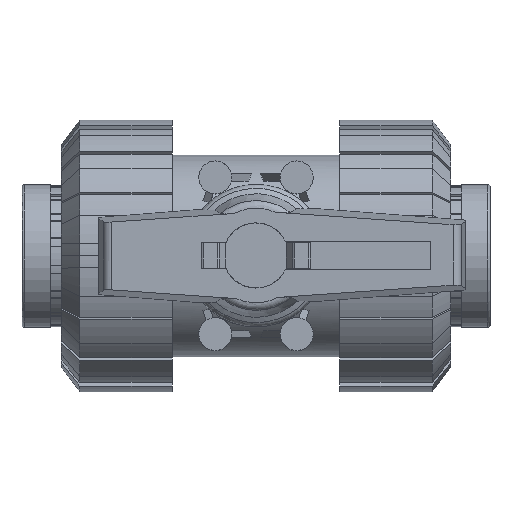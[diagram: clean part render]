
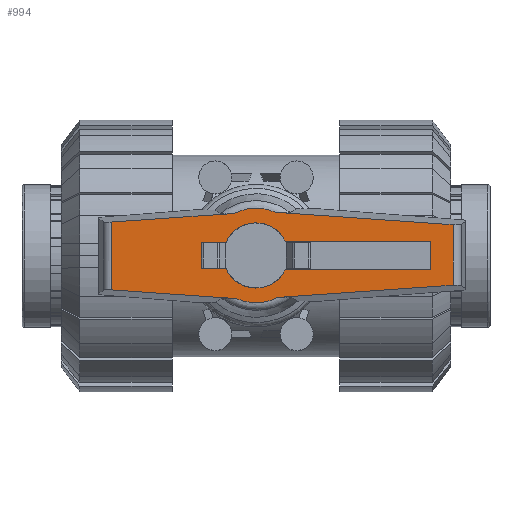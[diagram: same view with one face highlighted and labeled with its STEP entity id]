
A CAD part, top view. The second image highlights one B-rep face of the part: STEP entity #994.
In plain terms, the highlighted planar face has unit normal (0, 0, 1).
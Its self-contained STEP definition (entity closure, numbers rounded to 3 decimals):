
#994=ADVANCED_FACE('',(#2380,#2381),#2382,.T.);
#2380=FACE_BOUND('',#4236,.T.);
#2381=FACE_OUTER_BOUND('',#4237,.T.);
#2382=PLANE('',#4238);
#4236=EDGE_LOOP('',(#6820,#6821,#6822,#6823,#6824,#6825,#6826,#6827));
#4237=EDGE_LOOP('',(#6828,#6829,#6830,#6831,#6832,#6833,#6834,#6835));
#4238=AXIS2_PLACEMENT_3D('',#6836,#6837,#6838);
#6820=ORIENTED_EDGE('',*,*,#11711,.T.);
#6821=ORIENTED_EDGE('',*,*,#11782,.T.);
#6822=ORIENTED_EDGE('',*,*,#11889,.T.);
#6823=ORIENTED_EDGE('',*,*,#11897,.T.);
#6824=ORIENTED_EDGE('',*,*,#11693,.T.);
#6825=ORIENTED_EDGE('',*,*,#11633,.T.);
#6826=ORIENTED_EDGE('',*,*,#11624,.T.);
#6827=ORIENTED_EDGE('',*,*,#11702,.T.);
#6828=ORIENTED_EDGE('',*,*,#11845,.T.);
#6829=ORIENTED_EDGE('',*,*,#12010,.T.);
#6830=ORIENTED_EDGE('',*,*,#11937,.T.);
#6831=ORIENTED_EDGE('',*,*,#11955,.F.);
#6832=ORIENTED_EDGE('',*,*,#11878,.T.);
#6833=ORIENTED_EDGE('',*,*,#11981,.T.);
#6834=ORIENTED_EDGE('',*,*,#11924,.T.);
#6835=ORIENTED_EDGE('',*,*,#11953,.T.);
#6836=CARTESIAN_POINT('',(5.807,0.0,117.0));
#6837=DIRECTION('',(0.0,0.0,1.0));
#6838=DIRECTION('',(1.0,0.0,0.0));
#11624=EDGE_CURVE('',#13980,#13981,#13982,.T.);
#11633=EDGE_CURVE('',#13995,#13980,#13996,.T.);
#11693=EDGE_CURVE('',#14092,#13995,#14093,.T.);
#11702=EDGE_CURVE('',#13981,#14106,#14107,.T.);
#11711=EDGE_CURVE('',#14106,#14117,#14118,.T.);
#11782=EDGE_CURVE('',#14117,#14209,#14211,.T.);
#11845=EDGE_CURVE('',#14317,#14315,#14318,.T.);
#11878=EDGE_CURVE('',#14374,#14372,#14375,.T.);
#11889=EDGE_CURVE('',#14209,#14392,#14393,.T.);
#11897=EDGE_CURVE('',#14392,#14092,#14402,.T.);
#11924=EDGE_CURVE('',#14439,#14437,#14440,.T.);
#11937=EDGE_CURVE('',#14461,#14459,#14462,.T.);
#11953=EDGE_CURVE('',#14437,#14317,#14481,.T.);
#11955=EDGE_CURVE('',#14374,#14459,#14483,.T.);
#11981=EDGE_CURVE('',#14372,#14439,#14515,.T.);
#12010=EDGE_CURVE('',#14315,#14461,#14544,.T.);
#13980=VERTEX_POINT('',#17461);
#13981=VERTEX_POINT('',#17462);
#13982=LINE('',#17463,#17464);
#13995=VERTEX_POINT('',#17483);
#13996=LINE('',#17484,#17485);
#14092=VERTEX_POINT('',#17614);
#14093=CIRCLE('',#17615,8.0);
#14106=VERTEX_POINT('',#17630);
#14107=LINE('',#17631,#17632);
#14117=VERTEX_POINT('',#17647);
#14118=CIRCLE('',#17648,8.0);
#14209=VERTEX_POINT('',#17772);
#14211=LINE('',#17775,#17776);
#14315=VERTEX_POINT('',#18078);
#14317=VERTEX_POINT('',#18109);
#14318=LINE('',#18110,#18111);
#14372=VERTEX_POINT('',#18284);
#14374=VERTEX_POINT('',#18315);
#14375=LINE('',#18316,#18317);
#14392=VERTEX_POINT('',#18339);
#14393=LINE('',#18340,#18341);
#14402=LINE('',#18353,#18354);
#14437=VERTEX_POINT('',#18399);
#14439=VERTEX_POINT('',#18401);
#14440=LINE('',#18402,#18403);
#14459=VERTEX_POINT('',#18488);
#14461=VERTEX_POINT('',#18490);
#14462=LINE('',#18491,#18492);
#14481=LINE('',#18579,#18580);
#14483=LINE('',#18582,#18583);
#14515=CIRCLE('',#18685,11.613);
#14544=CIRCLE('',#18714,11.613);
#17461=CARTESIAN_POINT('',(42.917,3.5,117.0));
#17462=CARTESIAN_POINT('',(42.917,-3.5,117.0));
#17463=CARTESIAN_POINT('',(42.917,0.0,117.0));
#17464=VECTOR('',#23843,1.0);
#17483=CARTESIAN_POINT('',(7.194,3.5,117.0));
#17484=CARTESIAN_POINT('',(13.632,3.5,117.0));
#17485=VECTOR('',#23850,1.0);
#17614=CARTESIAN_POINT('',(-7.354,3.15,117.0));
#17615=AXIS2_PLACEMENT_3D('',#23938,#23939,#23940);
#17630=CARTESIAN_POINT('',(7.194,-3.5,117.0));
#17631=CARTESIAN_POINT('',(13.632,-3.5,117.0));
#17632=VECTOR('',#23955,1.0);
#17647=CARTESIAN_POINT('',(-7.354,-3.15,117.0));
#17648=AXIS2_PLACEMENT_3D('',#23961,#23962,#23963);
#17772=CARTESIAN_POINT('',(-13.417,-3.15,117.0));
#17775=CARTESIAN_POINT('',(-2.269,-3.15,117.0));
#17776=VECTOR('',#24031,1.0);
#18078=CARTESIAN_POINT('',(-4.722,-10.61,117.0));
#18109=CARTESIAN_POINT('',(-35.537,-8.455,117.0));
#18110=CARTESIAN_POINT('',(-3.994,-10.661,117.0));
#18111=VECTOR('',#24084,1.0);
#18284=CARTESIAN_POINT('',(4.722,10.61,117.0));
#18315=CARTESIAN_POINT('',(48.412,7.555,117.0));
#18316=CARTESIAN_POINT('',(27.206,9.038,117.0));
#18317=VECTOR('',#24111,1.0);
#18339=CARTESIAN_POINT('',(-13.417,3.15,117.0));
#18340=CARTESIAN_POINT('',(-13.417,4.725,117.0));
#18341=VECTOR('',#24126,1.0);
#18353=CARTESIAN_POINT('',(-2.269,3.15,117.0));
#18354=VECTOR('',#24133,1.0);
#18399=CARTESIAN_POINT('',(-35.537,8.207,117.0));
#18401=CARTESIAN_POINT('',(-5.327,10.319,117.0));
#18402=CARTESIAN_POINT('',(-3.1,10.475,117.0));
#18403=VECTOR('',#24165,1.0);
#18488=CARTESIAN_POINT('',(48.412,-7.307,117.0));
#18490=CARTESIAN_POINT('',(5.327,-10.319,117.0));
#18491=CARTESIAN_POINT('',(28.065,-8.729,117.0));
#18492=VECTOR('',#24178,1.0);
#18579=CARTESIAN_POINT('',(-35.537,12.6,117.0));
#18580=VECTOR('',#24184,1.0);
#18582=CARTESIAN_POINT('',(48.412,12.6,117.0));
#18583=VECTOR('',#24185,1.0);
#18685=AXIS2_PLACEMENT_3D('',#24218,#24219,#24220);
#18714=AXIS2_PLACEMENT_3D('',#24254,#24255,#24256);
#23843=DIRECTION('',(0.0,-1.0,0.0));
#23850=DIRECTION('',(1.0,0.0,-0.0));
#23938=CARTESIAN_POINT('',(0.0,0.0,117.0));
#23939=DIRECTION('',(0.0,0.0,-1.0));
#23940=DIRECTION('',(1.0,0.0,0.0));
#23955=DIRECTION('',(-1.0,0.0,0.0));
#23961=CARTESIAN_POINT('',(0.0,0.0,117.0));
#23962=DIRECTION('',(0.0,0.0,-1.0));
#23963=DIRECTION('',(1.0,0.0,0.0));
#24031=DIRECTION('',(-1.0,0.0,0.0));
#24084=DIRECTION('',(0.998,-0.07,0.0));
#24111=DIRECTION('',(-0.998,0.07,0.0));
#24126=DIRECTION('',(0.0,1.0,-0.0));
#24133=DIRECTION('',(1.0,0.0,0.0));
#24165=DIRECTION('',(-0.998,-0.07,0.0));
#24178=DIRECTION('',(0.998,0.07,-0.0));
#24184=DIRECTION('',(0.0,-1.0,0.0));
#24185=DIRECTION('',(0.0,-1.0,0.0));
#24218=CARTESIAN_POINT('',(0.0,0.0,117.0));
#24219=DIRECTION('',(0.0,0.0,1.0));
#24220=DIRECTION('',(1.0,0.0,0.0));
#24254=CARTESIAN_POINT('',(0.0,0.0,117.0));
#24255=DIRECTION('',(0.0,0.0,1.0));
#24256=DIRECTION('',(1.0,0.0,0.0));
